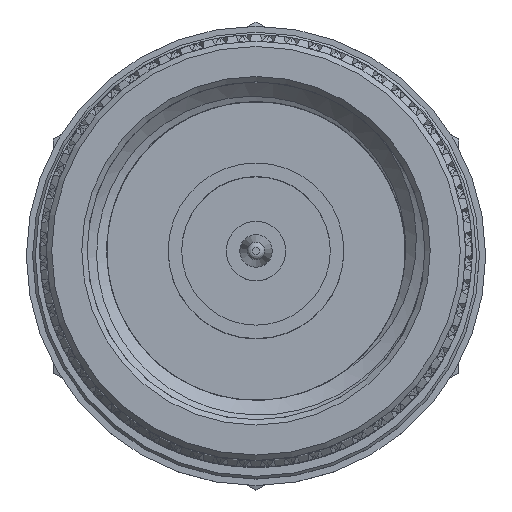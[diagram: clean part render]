
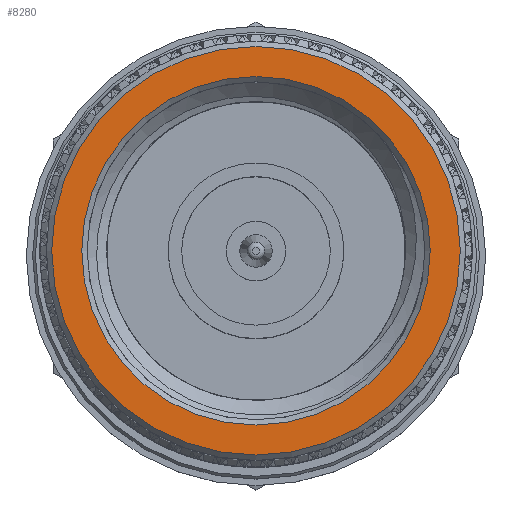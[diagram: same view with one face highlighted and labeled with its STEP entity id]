
A CAD part, top view. The second image highlights one B-rep face of the part: STEP entity #8280.
In plain terms, the highlighted face is planar.
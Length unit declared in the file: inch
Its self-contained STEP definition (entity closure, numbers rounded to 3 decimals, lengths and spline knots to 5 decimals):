
#6883 = AXIS2_PLACEMENT_3D ( 'NONE', #132982, #51609, #105828 ) ;
#8280 = ADVANCED_FACE ( 'NONE', ( #60844, #57381 ), #164136, .T. ) ;
#9722 = CIRCLE ( 'NONE', #6883, 0.37809 ) ;
#18846 = CARTESIAN_POINT ( 'NONE',  ( 0., 0.38809, 0. ) ) ;
#32802 = EDGE_LOOP ( 'NONE', ( #61947 ) ) ;
#33685 = DIRECTION ( 'NONE',  ( -1., 0., 0. ) ) ;
#51609 = DIRECTION ( 'NONE',  ( -1., 0., 0. ) ) ;
#54413 = EDGE_LOOP ( 'NONE', ( #150760 ) ) ;
#57381 = FACE_OUTER_BOUND ( 'NONE', #32802, .T. ) ;
#60844 = FACE_BOUND ( 'NONE', #54413, .T. ) ;
#61947 = ORIENTED_EDGE ( 'NONE', *, *, #154328, .T. ) ;
#62064 = AXIS2_PLACEMENT_3D ( 'NONE', #18846, #33685, #126474 ) ;
#64918 = VERTEX_POINT ( 'NONE', #133155 ) ;
#87736 = DIRECTION ( 'NONE',  ( 0., -1., 0. ) ) ;
#90697 = CIRCLE ( 'NONE', #160688, 0.3225 ) ;
#91149 = VERTEX_POINT ( 'NONE', #94613 ) ;
#94613 = CARTESIAN_POINT ( 'NONE',  ( 0., -0.3225, 0. ) ) ;
#105828 = DIRECTION ( 'NONE',  ( 0., -1., 0. ) ) ;
#114029 = CARTESIAN_POINT ( 'NONE',  ( 0., 0., 0. ) ) ;
#126474 = DIRECTION ( 'NONE',  ( 0., -1., 0. ) ) ;
#132982 = CARTESIAN_POINT ( 'NONE',  ( 0., 0., 0. ) ) ;
#133155 = CARTESIAN_POINT ( 'NONE',  ( 0., -0.37809, 0. ) ) ;
#150760 = ORIENTED_EDGE ( 'NONE', *, *, #152508, .T. ) ;
#152508 = EDGE_CURVE ( 'NONE', #91149, #91149, #90697, .T. ) ;
#154276 = DIRECTION ( 'NONE',  ( 1., 0., 0. ) ) ;
#154328 = EDGE_CURVE ( 'NONE', #64918, #64918, #9722, .T. ) ;
#160688 = AXIS2_PLACEMENT_3D ( 'NONE', #114029, #154276, #87736 ) ;
#164136 = PLANE ( 'NONE',  #62064 ) ;
